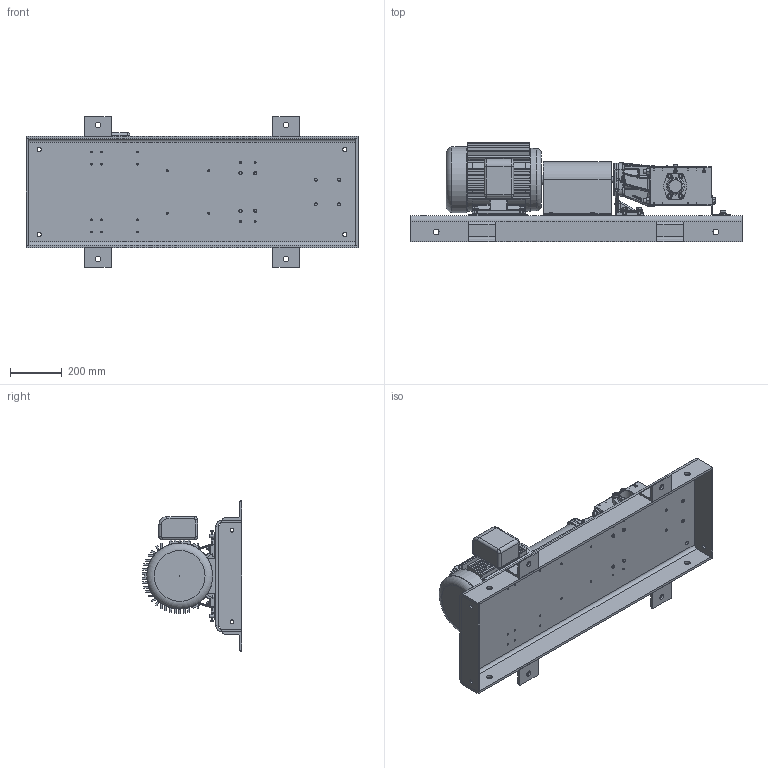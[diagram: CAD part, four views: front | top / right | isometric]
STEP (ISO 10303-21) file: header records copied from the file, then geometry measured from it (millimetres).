
FILE_DESCRIPTION (( 'STEP AP214' ), '1' );
FILE_NAME ('GPV-1026-033-U.STEP', '2016-09-29T13:24:43', ( '' ), ( '' ), 'SwSTEP 2.0', 'SolidWorks 2015', '' );
FILE_SCHEMA (( 'AUTOMOTIVE_DESIGN' ));
Length unit declared in the file: inch
Products named in the file (1): GPV-1026-033-U
Bounding box: 1289.05 x 387.09 x 584.2 mm (x, y, z)
Volume: 36503884.6 mm3; surface area: 4118600.8 mm2
Topology: 118 solids, 118 shells, 4068 faces, 9816 edges, 6262 vertices
Faces by surface type: plane 2341, cylinder 776, cone 437, bspline 436, torus 48, sphere 30
Full cylindrical faces by diameter (mm): 0.496 x1, 5.105 x8, 6.35 x44, 6.528 x12, 7.925 x24, 7.937 x7, 7.938 x1, 7.95 x32, 8.731 x8, 10.439 x8, 10.716 x20, 12.7 x32, 13.487 x14, 14.275 x6, 14.287 x4, 14.288 x5, 15.681 x4, 15.875 x4, 17.462 x3, 17.463 x1, 19.05 x15, 22.212 x1, 22.225 x8, 23.647 x1, 25.4 x1, 26.975 x6, 29.972 x1, 31.75 x1, 34.925 x1, 38.1 x1
Entity records: 243551 total; most frequent: CARTESIAN_POINT 100443, ORIENTED_EDGE 18168, DIRECTION 16694, EDGE_CURVE 9084, VERTEX_POINT 6104, AXIS2_PLACEMENT_3D 5675, VECTOR 5344, LINE 5344
